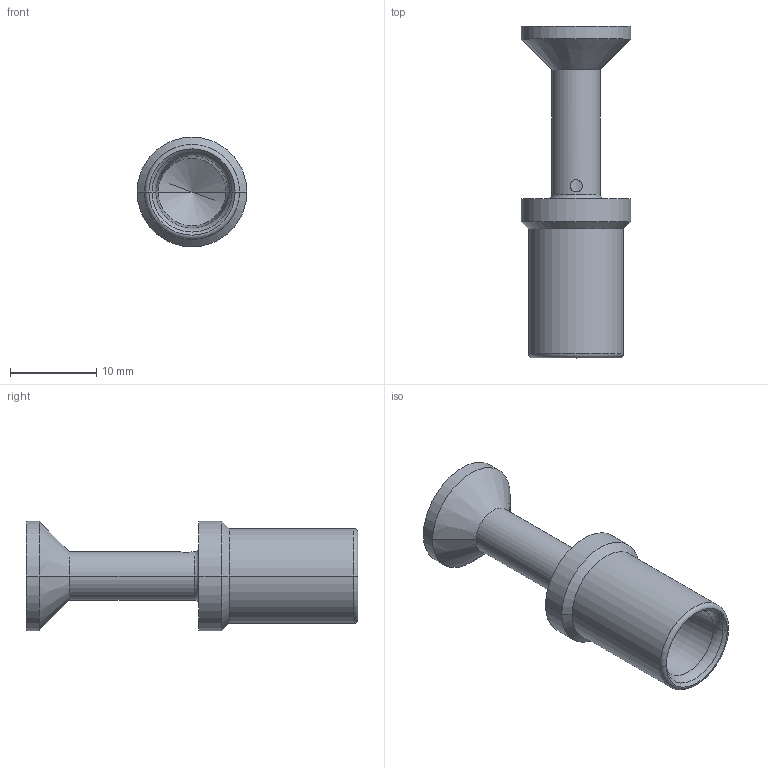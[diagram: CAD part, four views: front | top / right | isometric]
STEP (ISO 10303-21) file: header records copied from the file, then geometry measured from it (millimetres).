
FILE_DESCRIPTION((''),'2;1');
FILE_NAME('CKSF-10G','2017-05-25T',('tl.yang'),(''),'PRO/ENGINEER BY PARAMETRIC TECHNOLOGY CORPORATION, 2011500','PRO/ENGINEER BY PARAMETRIC TECHNOLOGY CORPORATION, 2011500','');
FILE_SCHEMA(('CONFIG_CONTROL_DESIGN'));
Length unit declared in the file: millimetre
Products named in the file (1): CKSF-10G
Bounding box: 12.7 x 38.43 x 12.7 mm (x, y, z)
Volume: 1546.6 mm3; surface area: 2051.3 mm2
Topology: 1 solids, 1 shells, 36 faces, 79 edges, 42 vertices
Faces by surface type: cylinder 14, cone 12, torus 8, plane 2
Entity records: 1051 total; most frequent: CARTESIAN_POINT 224, DIRECTION 184, ORIENTED_EDGE 150, AXIS2_PLACEMENT_3D 79, EDGE_CURVE 75, CIRCLE 43, VERTEX_POINT 42, EDGE_LOOP 39
